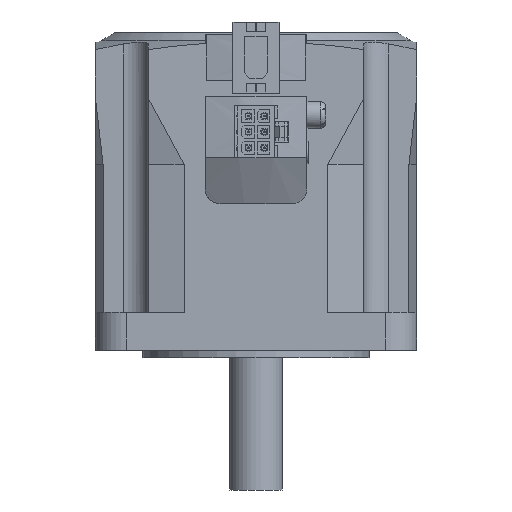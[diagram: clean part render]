
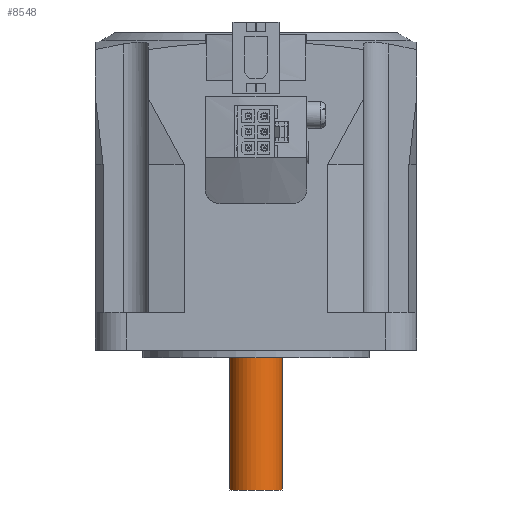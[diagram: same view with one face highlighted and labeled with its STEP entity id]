
A CAD part, front view. The second image highlights one B-rep face of the part: STEP entity #8548.
In plain terms, the highlighted cylindrical face has radius 7 mm (diameter 14 mm), a partial arc.
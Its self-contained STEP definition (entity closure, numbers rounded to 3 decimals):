
#402 = EDGE_LOOP ( 'NONE', ( #7088, #14544, #14828, #8693 ) ) ;
#617 = VERTEX_POINT ( 'NONE', #13028 ) ;
#1035 = AXIS2_PLACEMENT_3D ( 'NONE', #3622, #13625, #5054 ) ;
#1138 = VERTEX_POINT ( 'NONE', #3518 ) ;
#1939 = LINE ( 'NONE', #12302, #16829 ) ;
#3518 = CARTESIAN_POINT ( 'NONE',  ( -7., 0., -37. ) ) ;
#3564 = LINE ( 'NONE', #5911, #6909 ) ;
#3622 = CARTESIAN_POINT ( 'NONE',  ( 0., 0., -2. ) ) ;
#4483 = DIRECTION ( 'NONE',  ( 0., 0., -1. ) ) ;
#4493 = VERTEX_POINT ( 'NONE', #15951 ) ;
#4541 = AXIS2_PLACEMENT_3D ( 'NONE', #6923, #11211, #8351 ) ;
#5054 = DIRECTION ( 'NONE',  ( -1., 0., 0. ) ) ;
#5911 = CARTESIAN_POINT ( 'NONE',  ( -7., 0., 0. ) ) ;
#6017 = CIRCLE ( 'NONE', #1035, 7. ) ;
#6235 = FACE_OUTER_BOUND ( 'NONE', #402, .T. ) ;
#6627 = DIRECTION ( 'NONE',  ( 0., 0., -1. ) ) ;
#6909 = VECTOR ( 'NONE', #4483, 1000. ) ;
#6923 = CARTESIAN_POINT ( 'NONE',  ( 0., 0., 0. ) ) ;
#7088 = ORIENTED_EDGE ( 'NONE', *, *, #10362, .F. ) ;
#8051 = DIRECTION ( 'NONE',  ( 0., 0., -1. ) ) ;
#8324 = EDGE_CURVE ( 'NONE', #617, #8722, #6017, .T. ) ;
#8351 = DIRECTION ( 'NONE',  ( -1., 0., 0. ) ) ;
#8390 = AXIS2_PLACEMENT_3D ( 'NONE', #15250, #6627, #16762 ) ;
#8548 = ADVANCED_FACE ( 'NONE', ( #6235 ), #12961, .T. ) ;
#8693 = ORIENTED_EDGE ( 'NONE', *, *, #10352, .F. ) ;
#8708 = EDGE_CURVE ( 'NONE', #8722, #1138, #3564, .T. ) ;
#8722 = VERTEX_POINT ( 'NONE', #16092 ) ;
#9498 = CIRCLE ( 'NONE', #8390, 7. ) ;
#10352 = EDGE_CURVE ( 'NONE', #4493, #1138, #9498, .T. ) ;
#10362 = EDGE_CURVE ( 'NONE', #617, #4493, #1939, .T. ) ;
#11211 = DIRECTION ( 'NONE',  ( 0., 0., -1. ) ) ;
#12302 = CARTESIAN_POINT ( 'NONE',  ( 7., 0., 0. ) ) ;
#12961 = CYLINDRICAL_SURFACE ( 'NONE', #4541, 7. ) ;
#13028 = CARTESIAN_POINT ( 'NONE',  ( 7., 0., -2. ) ) ;
#13625 = DIRECTION ( 'NONE',  ( 0., 0., -1. ) ) ;
#14544 = ORIENTED_EDGE ( 'NONE', *, *, #8324, .T. ) ;
#14828 = ORIENTED_EDGE ( 'NONE', *, *, #8708, .T. ) ;
#15250 = CARTESIAN_POINT ( 'NONE',  ( 0., 0., -37. ) ) ;
#15951 = CARTESIAN_POINT ( 'NONE',  ( 7., 0., -37. ) ) ;
#16092 = CARTESIAN_POINT ( 'NONE',  ( -7., 0., -2. ) ) ;
#16762 = DIRECTION ( 'NONE',  ( -1., 0., 0. ) ) ;
#16829 = VECTOR ( 'NONE', #8051, 1000. ) ;
